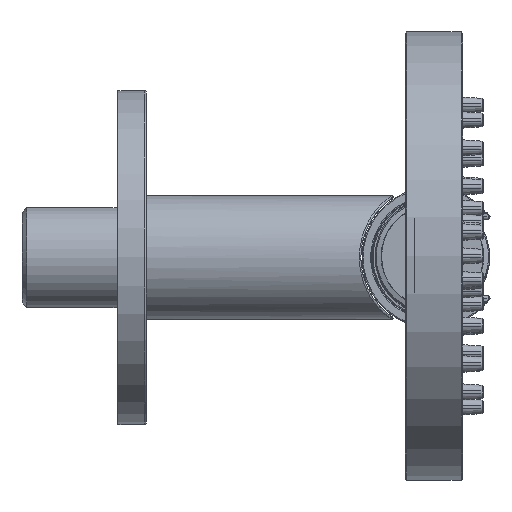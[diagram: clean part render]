
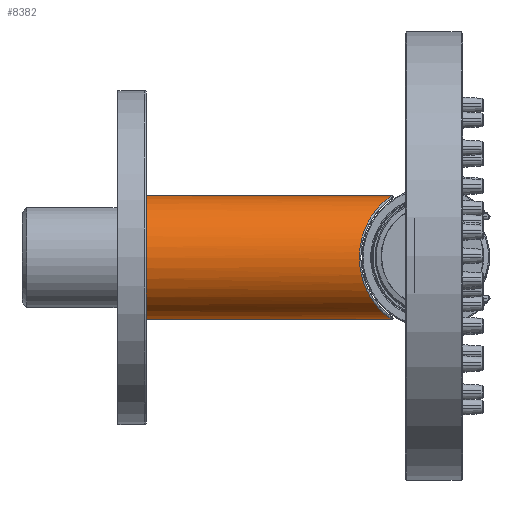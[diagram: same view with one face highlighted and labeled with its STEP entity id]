
A CAD part, top view. The second image highlights one B-rep face of the part: STEP entity #8382.
In plain terms, the highlighted cylindrical face has radius 12.998 mm (diameter 25.997 mm), a full revolution.
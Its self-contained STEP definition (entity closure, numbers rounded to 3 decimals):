
#761=B_SPLINE_CURVE_WITH_KNOTS('',3,(#12226,#12227,#12228,#12229,#12230,
#12231,#12232,#12233,#12234,#12235,#12236,#12237,#12238,#12239,#12240,#12241,
#12242,#12243,#12244,#12245,#12246,#12247,#12248,#12249,#12250,#12251,#12252,
#12253,#12254,#12255),.UNSPECIFIED.,.T.,.F.,(1,1,1,1,1,1,1,1,1,1,1,1,1,
1,1,1,1,1,1,1,1,1,1,1,1,1,1,1,1,1,1,1,1,1),(-0.008,-0.005,
-0.003,0.,0.003,0.005,
0.008,0.011,0.014,0.016,
0.022,0.025,0.027,0.033,
0.035,0.038,0.041,0.044,
0.046,0.049,0.052,0.054,
0.06,0.063,0.065,0.071,
0.076,0.079,0.082,0.084,
0.087,0.09,0.093,0.095),
 .UNSPECIFIED.);
#762=B_SPLINE_CURVE_WITH_KNOTS('',3,(#12257,#12258,#12259,#12260,#12261,
#12262,#12263,#12264,#12265,#12266,#12267,#12268,#12269,#12270,#12271,#12272,
#12273,#12274,#12275,#12276,#12277,#12278,#12279,#12280,#12281,#12282,#12283,
#12284,#12285,#12286,#12287,#12288),.UNSPECIFIED.,.T.,.F.,(1,1,1,1,1,1,
1,1,1,1,1,1,1,1,1,1,1,1,1,1,1,1,1,1,1,1,1,1,1,1,1,1,1,1,1,1),(-0.01,
-0.005,-0.002,0.,0.005,
0.007,0.01,0.012,0.015,
0.017,0.02,0.022,0.025,
0.027,0.03,0.032,0.035,
0.04,0.042,0.045,0.047,
0.05,0.052,0.055,0.057,
0.06,0.062,0.065,0.067,
0.07,0.074,0.077,0.079,
0.084,0.087,0.089),.UNSPECIFIED.);
#874=ORIENTED_EDGE('',*,*,#2494,.F.);
#875=ORIENTED_EDGE('',*,*,#2495,.T.);
#876=ORIENTED_EDGE('',*,*,#2496,.T.);
#2494=EDGE_CURVE('',#3304,#3304,#3887,.T.);
#2495=EDGE_CURVE('',#3305,#3305,#761,.T.);
#2496=EDGE_CURVE('',#3306,#3306,#762,.T.);
#3304=VERTEX_POINT('',#12225);
#3305=VERTEX_POINT('',#12256);
#3306=VERTEX_POINT('',#12289);
#3887=CIRCLE('',#8947,12.998);
#4427=EDGE_LOOP('',(#874));
#4428=EDGE_LOOP('',(#875));
#4429=EDGE_LOOP('',(#876));
#5238=FACE_BOUND('',#4427,.T.);
#5239=FACE_BOUND('',#4428,.T.);
#5240=FACE_BOUND('',#4429,.T.);
#6050=CYLINDRICAL_SURFACE('',#8946,12.998);
#8382=ADVANCED_FACE('',(#5238,#5239,#5240),#6050,.T.);
#8946=AXIS2_PLACEMENT_3D('',#12223,#9990,#9991);
#8947=AXIS2_PLACEMENT_3D('',#12224,#9992,#9993);
#9990=DIRECTION('',(0.,0.,-1.));
#9991=DIRECTION('',(-1.,0.,0.));
#9992=DIRECTION('',(0.,0.,-1.));
#9993=DIRECTION('',(1.,0.,0.));
#12223=CARTESIAN_POINT('',(0.,0.,62.386));
#12224=CARTESIAN_POINT('',(0.,0.,0.));
#12225=CARTESIAN_POINT('',(12.998,0.,0.));
#12226=CARTESIAN_POINT('',(-12.8,-2.736,51.168));
#12227=CARTESIAN_POINT('',(-13.097,0.003,51.613));
#12228=CARTESIAN_POINT('',(-12.801,2.723,51.17));
#12229=CARTESIAN_POINT('',(-12.022,5.139,50.157));
#12230=CARTESIAN_POINT('',(-10.874,7.256,48.939));
#12231=CARTESIAN_POINT('',(-9.351,9.135,47.669));
#12232=CARTESIAN_POINT('',(-7.506,10.707,46.509));
#12233=CARTESIAN_POINT('',(-4.551,12.391,45.199));
#12234=CARTESIAN_POINT('',(-0.982,13.186,44.546));
#12235=CARTESIAN_POINT('',(2.649,12.821,44.845));
#12236=CARTESIAN_POINT('',(6.031,11.743,45.708));
#12237=CARTESIAN_POINT('',(8.787,9.812,47.207));
#12238=CARTESIAN_POINT('',(10.82,7.335,48.889));
#12239=CARTESIAN_POINT('',(11.987,5.221,50.115));
#12240=CARTESIAN_POINT('',(12.778,2.826,51.136));
#12241=CARTESIAN_POINT('',(13.096,0.119,51.612));
#12242=CARTESIAN_POINT('',(12.824,-2.613,51.204));
#12243=CARTESIAN_POINT('',(12.064,-5.046,50.205));
#12244=CARTESIAN_POINT('',(10.906,-7.206,48.97));
#12245=CARTESIAN_POINT('',(8.915,-9.694,47.295));
#12246=CARTESIAN_POINT('',(6.173,-11.67,45.766));
#12247=CARTESIAN_POINT('',(2.808,-12.787,44.872));
#12248=CARTESIAN_POINT('',(-0.828,-13.2,44.535));
#12249=CARTESIAN_POINT('',(-5.345,-12.237,45.324));
#12250=CARTESIAN_POINT('',(-8.808,-9.795,47.221));
#12251=CARTESIAN_POINT('',(-10.846,-7.297,48.913));
#12252=CARTESIAN_POINT('',(-12.013,-5.163,50.145));
#12253=CARTESIAN_POINT('',(-12.8,-2.736,51.168));
#12254=CARTESIAN_POINT('',(-13.097,0.003,51.613));
#12255=CARTESIAN_POINT('',(-12.801,2.723,51.17));
#12256=CARTESIAN_POINT('',(-12.998,0.,51.465));
#12257=CARTESIAN_POINT('',(2.512,-12.832,11.535));
#12258=CARTESIAN_POINT('',(-0.846,-13.165,11.165));
#12259=CARTESIAN_POINT('',(-4.13,-12.495,11.907));
#12260=CARTESIAN_POINT('',(-6.798,-11.146,13.453));
#12261=CARTESIAN_POINT('',(-8.441,-9.949,14.875));
#12262=CARTESIAN_POINT('',(-9.778,-8.625,16.55));
#12263=CARTESIAN_POINT('',(-10.779,-7.319,18.411));
#12264=CARTESIAN_POINT('',(-11.469,-6.146,20.537));
#12265=CARTESIAN_POINT('',(-11.743,-5.569,23.028));
#12266=CARTESIAN_POINT('',(-11.458,-6.166,25.507));
#12267=CARTESIAN_POINT('',(-10.766,-7.338,27.619));
#12268=CARTESIAN_POINT('',(-9.762,-8.643,29.474));
#12269=CARTESIAN_POINT('',(-8.43,-9.959,31.136));
#12270=CARTESIAN_POINT('',(-6.781,-11.157,32.56));
#12271=CARTESIAN_POINT('',(-4.117,-12.498,34.096));
#12272=CARTESIAN_POINT('',(-0.842,-13.163,34.833));
#12273=CARTESIAN_POINT('',(2.496,-12.835,34.469));
#12274=CARTESIAN_POINT('',(4.796,-12.155,33.705));
#12275=CARTESIAN_POINT('',(6.798,-11.147,32.548));
#12276=CARTESIAN_POINT('',(8.438,-9.951,31.127));
#12277=CARTESIAN_POINT('',(9.774,-8.629,29.455));
#12278=CARTESIAN_POINT('',(10.773,-7.326,27.601));
#12279=CARTESIAN_POINT('',(11.465,-6.153,25.478));
#12280=CARTESIAN_POINT('',(11.743,-5.569,22.997));
#12281=CARTESIAN_POINT('',(11.461,-6.161,20.504));
#12282=CARTESIAN_POINT('',(10.774,-7.326,18.4));
#12283=CARTESIAN_POINT('',(9.765,-8.638,16.532));
#12284=CARTESIAN_POINT('',(8.01,-10.378,14.334));
#12285=CARTESIAN_POINT('',(5.559,-11.928,12.552));
#12286=CARTESIAN_POINT('',(2.512,-12.832,11.535));
#12287=CARTESIAN_POINT('',(-0.846,-13.165,11.165));
#12288=CARTESIAN_POINT('',(-4.13,-12.495,11.907));
#12289=CARTESIAN_POINT('',(0.,-12.998,11.35));
